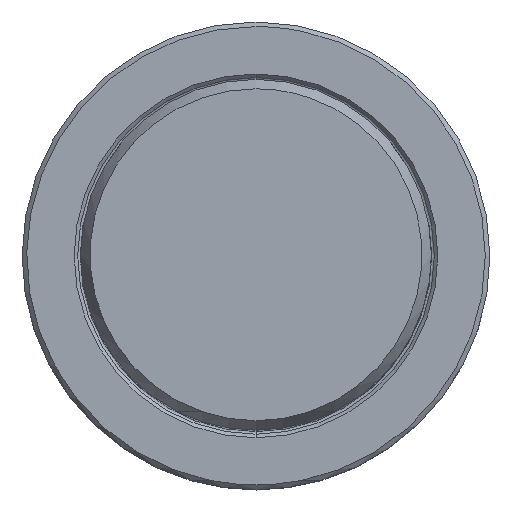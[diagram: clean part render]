
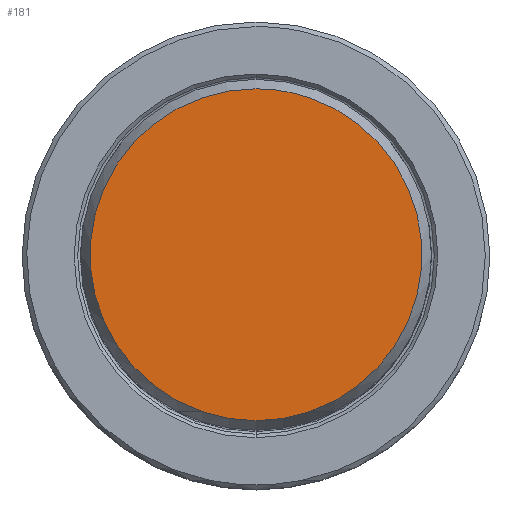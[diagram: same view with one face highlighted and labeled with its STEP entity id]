
A CAD part, top view. The second image highlights one B-rep face of the part: STEP entity #181.
In plain terms, the highlighted planar face has unit normal (0, 0, 1).
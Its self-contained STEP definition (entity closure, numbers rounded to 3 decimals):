
#35=PLANE('',#1279);
#181=ADVANCED_FACE('',(#249),#35,.F.);
#249=FACE_OUTER_BOUND('',#315,.T.);
#315=EDGE_LOOP('',(#581,#582,#583,#584));
#581=ORIENTED_EDGE('',*,*,#811,.F.);
#582=ORIENTED_EDGE('',*,*,#809,.F.);
#583=ORIENTED_EDGE('',*,*,#808,.F.);
#584=ORIENTED_EDGE('',*,*,#807,.F.);
#670=VERTEX_POINT('',#2498);
#671=VERTEX_POINT('',#2500);
#672=VERTEX_POINT('',#2502);
#673=VERTEX_POINT('',#2504);
#807=EDGE_CURVE('',#670,#671,#954,.T.);
#808=EDGE_CURVE('',#671,#672,#955,.T.);
#809=EDGE_CURVE('',#672,#673,#956,.T.);
#811=EDGE_CURVE('',#673,#670,#957,.T.);
#954=CIRCLE('',#1273,18.022);
#955=CIRCLE('',#1274,18.022);
#956=CIRCLE('',#1275,18.022);
#957=CIRCLE('',#1277,18.022);
#1273=AXIS2_PLACEMENT_3D('',#2499,#1602,#1603);
#1274=AXIS2_PLACEMENT_3D('',#2501,#1604,#1605);
#1275=AXIS2_PLACEMENT_3D('',#2503,#1606,#1607);
#1277=AXIS2_PLACEMENT_3D('',#2510,#1610,#1611);
#1279=AXIS2_PLACEMENT_3D('',#2512,#1614,#1615);
#1602=DIRECTION('',(0.,0.,-1.));
#1603=DIRECTION('',(-0.324,-0.946,0.));
#1604=DIRECTION('',(0.,0.,-1.));
#1605=DIRECTION('',(0.,1.,0.));
#1606=DIRECTION('',(0.,0.,-1.));
#1607=DIRECTION('',(0.324,0.946,0.));
#1610=DIRECTION('',(0.,0.,-1.));
#1611=DIRECTION('',(0.324,-0.946,0.));
#1614=DIRECTION('',(0.,0.,-1.));
#1615=DIRECTION('',(-1.,0.,0.));
#2498=CARTESIAN_POINT('',(-5.839,-17.05,69.85));
#2499=CARTESIAN_POINT('',(0.,0.,69.85));
#2500=CARTESIAN_POINT('',(0.,18.022,69.85));
#2501=CARTESIAN_POINT('',(0.,0.,69.85));
#2502=CARTESIAN_POINT('',(5.839,17.05,69.85));
#2503=CARTESIAN_POINT('',(0.,0.,69.85));
#2504=CARTESIAN_POINT('',(5.839,-17.05,69.85));
#2510=CARTESIAN_POINT('',(0.,0.,69.85));
#2512=CARTESIAN_POINT('',(0.,0.,69.85));
